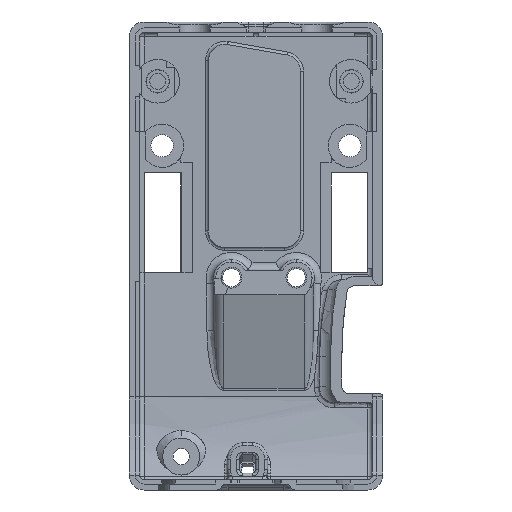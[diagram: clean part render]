
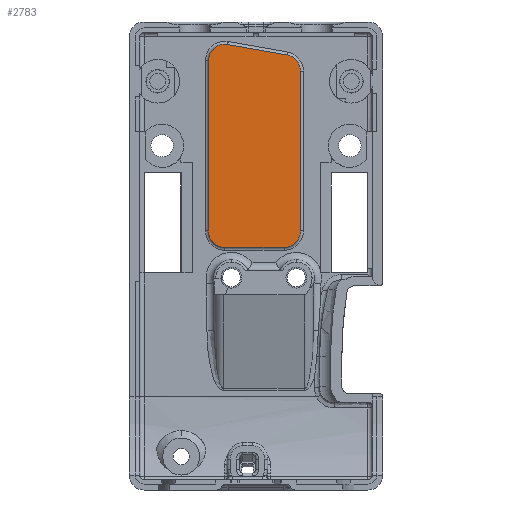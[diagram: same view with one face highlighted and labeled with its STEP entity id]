
A CAD part, front view. The second image highlights one B-rep face of the part: STEP entity #2783.
In plain terms, the highlighted planar face has unit normal (0, -1, 0).
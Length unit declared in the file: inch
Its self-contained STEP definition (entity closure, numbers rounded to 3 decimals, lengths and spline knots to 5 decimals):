
#37 = CIRCLE ( 'NONE', #22110, 0.11 ) ;
#131 = EDGE_CURVE ( 'NONE', #8264, #6122, #22405, .T. ) ;
#570 = ORIENTED_EDGE ( 'NONE', *, *, #19207, .T. ) ;
#878 = CARTESIAN_POINT ( 'NONE',  ( 0.18874, 0.28764, 2.68631 ) ) ;
#987 = DIRECTION ( 'NONE',  ( 0., -1., 0. ) ) ;
#1246 = LINE ( 'NONE', #17262, #4844 ) ;
#1559 = ORIENTED_EDGE ( 'NONE', *, *, #17064, .T. ) ;
#1877 = CARTESIAN_POINT ( 'NONE',  ( 0.29874, 0.28764, 1.61353 ) ) ;
#2080 = CARTESIAN_POINT ( 'NONE',  ( 0.18874, 0.28764, 1.50353 ) ) ;
#2143 = CARTESIAN_POINT ( 'NONE',  ( 0.18874, 0.28764, 1.61353 ) ) ;
#2447 = CARTESIAN_POINT ( 'NONE',  ( -0.31958, 0.28764, 1.61353 ) ) ;
#2518 = CARTESIAN_POINT ( 'NONE',  ( -0.20958, 0.28764, 2.75654 ) ) ;
#2765 = CARTESIAN_POINT ( 'NONE',  ( -0.20958, 0.28764, 1.61353 ) ) ;
#2783 = ADVANCED_FACE ( 'NONE', ( #15898 ), #12429, .T. ) ;
#3862 = CARTESIAN_POINT ( 'NONE',  ( -0.20958, 0.28764, 2.75654 ) ) ;
#3900 = ORIENTED_EDGE ( 'NONE', *, *, #15077, .T. ) ;
#4175 = CARTESIAN_POINT ( 'NONE',  ( -0.31958, 0.28764, 2.75654 ) ) ;
#4564 = ORIENTED_EDGE ( 'NONE', *, *, #131, .T. ) ;
#4844 = VECTOR ( 'NONE', #14337, 39.37008 ) ;
#5020 = EDGE_CURVE ( 'NONE', #5180, #21407, #1246, .T. ) ;
#5180 = VERTEX_POINT ( 'NONE', #22784 ) ;
#5373 = CARTESIAN_POINT ( 'NONE',  ( -0.20958, 0.28764, 2.86654 ) ) ;
#5391 = DIRECTION ( 'NONE',  ( 0., 0., 1. ) ) ;
#6122 = VERTEX_POINT ( 'NONE', #5373 ) ;
#6289 = VECTOR ( 'NONE', #10038, 39.37008 ) ;
#6295 = DIRECTION ( 'NONE',  ( 0., 0., -1. ) ) ;
#6623 = CIRCLE ( 'NONE', #7753, 0.11 ) ;
#7124 = ORIENTED_EDGE ( 'NONE', *, *, #13091, .T. ) ;
#7339 = CARTESIAN_POINT ( 'NONE',  ( -0.19048, 0.28764, 2.86487 ) ) ;
#7478 = VERTEX_POINT ( 'NONE', #22785 ) ;
#7753 = AXIS2_PLACEMENT_3D ( 'NONE', #2143, #11195, #11533 ) ;
#7972 = ORIENTED_EDGE ( 'NONE', *, *, #18857, .T. ) ;
#8026 = DIRECTION ( 'NONE',  ( 0., 0., -1. ) ) ;
#8264 = VERTEX_POINT ( 'NONE', #7339 ) ;
#8906 = DIRECTION ( 'NONE',  ( 0., -1., 0. ) ) ;
#8987 = VECTOR ( 'NONE', #5391, 39.37008 ) ;
#9034 = LINE ( 'NONE', #1877, #8987 ) ;
#9337 = AXIS2_PLACEMENT_3D ( 'NONE', #2518, #18885, #14925 ) ;
#10014 = EDGE_CURVE ( 'NONE', #13612, #8264, #10286, .T. ) ;
#10038 = DIRECTION ( 'NONE',  ( -0.985, 0., 0.174 ) ) ;
#10120 = CIRCLE ( 'NONE', #13821, 0.11 ) ;
#10286 = LINE ( 'NONE', #22769, #6289 ) ;
#11186 = ORIENTED_EDGE ( 'NONE', *, *, #15094, .T. ) ;
#11195 = DIRECTION ( 'NONE',  ( 0., -1., 0. ) ) ;
#11533 = DIRECTION ( 'NONE',  ( 0., 0., -1. ) ) ;
#12246 = CARTESIAN_POINT ( 'NONE',  ( 0.29874, 0.28764, 2.68631 ) ) ;
#12429 = PLANE ( 'NONE',  #12509 ) ;
#12509 = AXIS2_PLACEMENT_3D ( 'NONE', #21419, #23063, #19548 ) ;
#13091 = EDGE_CURVE ( 'NONE', #17266, #13612, #18706, .T. ) ;
#13535 = DIRECTION ( 'NONE',  ( 0., 0., -1. ) ) ;
#13612 = VERTEX_POINT ( 'NONE', #18351 ) ;
#13821 = AXIS2_PLACEMENT_3D ( 'NONE', #3862, #8906, #14279 ) ;
#13941 = VERTEX_POINT ( 'NONE', #4175 ) ;
#14279 = DIRECTION ( 'NONE',  ( 0., 0., -1. ) ) ;
#14337 = DIRECTION ( 'NONE',  ( 1., 0., 0. ) ) ;
#14420 = ORIENTED_EDGE ( 'NONE', *, *, #10014, .T. ) ;
#14925 = DIRECTION ( 'NONE',  ( 0., 0., -1. ) ) ;
#15077 = EDGE_CURVE ( 'NONE', #7478, #17266, #9034, .T. ) ;
#15094 = EDGE_CURVE ( 'NONE', #6122, #13941, #10120, .T. ) ;
#15898 = FACE_OUTER_BOUND ( 'NONE', #21154, .T. ) ;
#16823 = CARTESIAN_POINT ( 'NONE',  ( -0.31958, 0.28764, 1.61353 ) ) ;
#16903 = DIRECTION ( 'NONE',  ( 0., -1., 0. ) ) ;
#17064 = EDGE_CURVE ( 'NONE', #19201, #5180, #37, .T. ) ;
#17262 = CARTESIAN_POINT ( 'NONE',  ( -0.20958, 0.28764, 1.50353 ) ) ;
#17266 = VERTEX_POINT ( 'NONE', #12246 ) ;
#17551 = ORIENTED_EDGE ( 'NONE', *, *, #5020, .T. ) ;
#18351 = CARTESIAN_POINT ( 'NONE',  ( 0.20784, 0.28764, 2.79464 ) ) ;
#18706 = CIRCLE ( 'NONE', #22063, 0.11 ) ;
#18826 = LINE ( 'NONE', #2447, #20076 ) ;
#18857 = EDGE_CURVE ( 'NONE', #21407, #7478, #6623, .T. ) ;
#18885 = DIRECTION ( 'NONE',  ( 0., -1., 0. ) ) ;
#19201 = VERTEX_POINT ( 'NONE', #16823 ) ;
#19207 = EDGE_CURVE ( 'NONE', #13941, #19201, #18826, .T. ) ;
#19548 = DIRECTION ( 'NONE',  ( 0., 0., -1. ) ) ;
#20076 = VECTOR ( 'NONE', #6295, 39.37008 ) ;
#21154 = EDGE_LOOP ( 'NONE', ( #14420, #4564, #11186, #570, #1559, #17551, #7972, #3900, #7124 ) ) ;
#21407 = VERTEX_POINT ( 'NONE', #2080 ) ;
#21419 = CARTESIAN_POINT ( 'NONE',  ( -0.20958, 0.28764, 2.75654 ) ) ;
#22063 = AXIS2_PLACEMENT_3D ( 'NONE', #878, #16903, #8026 ) ;
#22110 = AXIS2_PLACEMENT_3D ( 'NONE', #2765, #987, #13535 ) ;
#22405 = CIRCLE ( 'NONE', #9337, 0.11 ) ;
#22769 = CARTESIAN_POINT ( 'NONE',  ( 0.00499, 0.28764, 2.83041 ) ) ;
#22784 = CARTESIAN_POINT ( 'NONE',  ( -0.20958, 0.28764, 1.50353 ) ) ;
#22785 = CARTESIAN_POINT ( 'NONE',  ( 0.29874, 0.28764, 1.61353 ) ) ;
#23063 = DIRECTION ( 'NONE',  ( 0., -1., 0. ) ) ;
